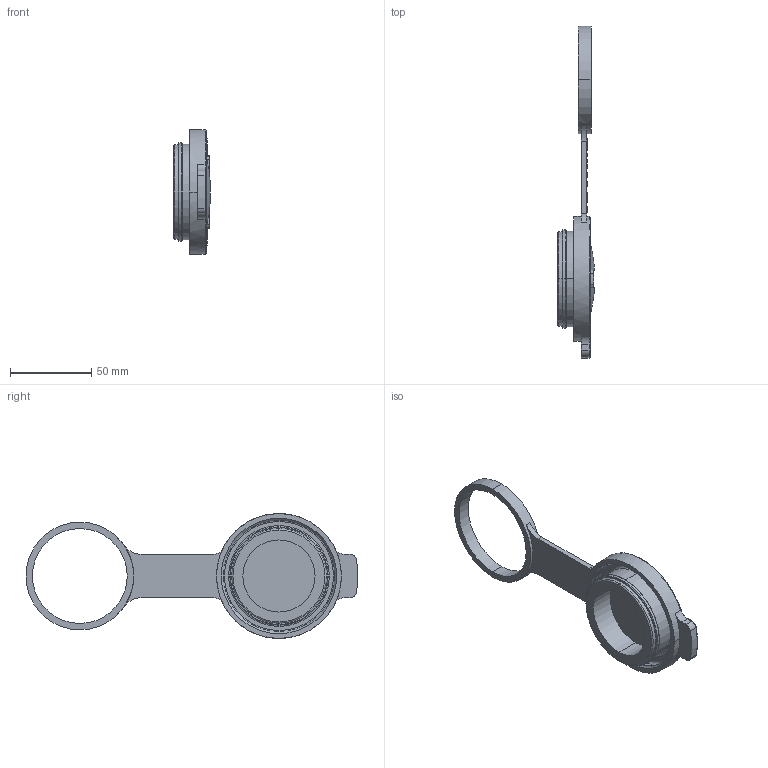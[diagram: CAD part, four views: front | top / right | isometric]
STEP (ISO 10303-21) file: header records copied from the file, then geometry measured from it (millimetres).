
FILE_DESCRIPTION (( 'STEP AP214' ), '1' );
FILE_NAME ('CATSTD-50W54-00X.STEP', '2022-11-04T23:23:19', ( '' ), ( '' ), 'SwSTEP 2.0', 'SolidWorks 2020', '' );
FILE_SCHEMA (( 'AUTOMOTIVE_DESIGN' ));
Length unit declared in the file: inch
Products named in the file (1): CATSTD-50W54-00X
Bounding box: 22.76 x 204.55 x 76.96 mm (x, y, z)
Volume: 58108 mm3; surface area: 27887.9 mm2
Topology: 1 solids, 1 shells, 1032 faces, 2727 edges, 1807 vertices
Faces by surface type: plane 631, bspline 325, cylinder 52, torus 20, sphere 2, cone 2
Entity records: 51882 total; most frequent: CARTESIAN_POINT 26147, ORIENTED_EDGE 5454, DIRECTION 3607, EDGE_CURVE 2727, VECTOR 1911, LINE 1911, VERTEX_POINT 1807, EDGE_LOOP 1144
